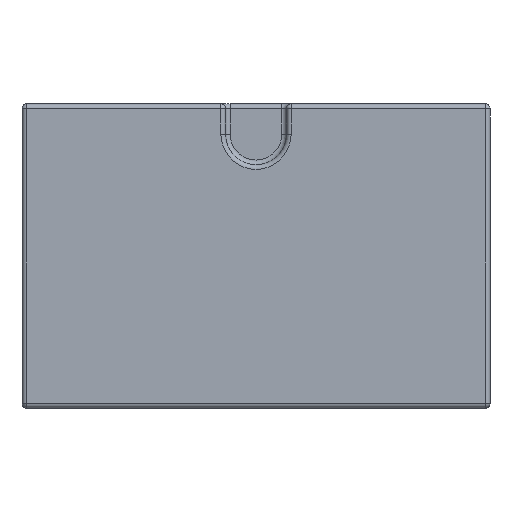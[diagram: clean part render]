
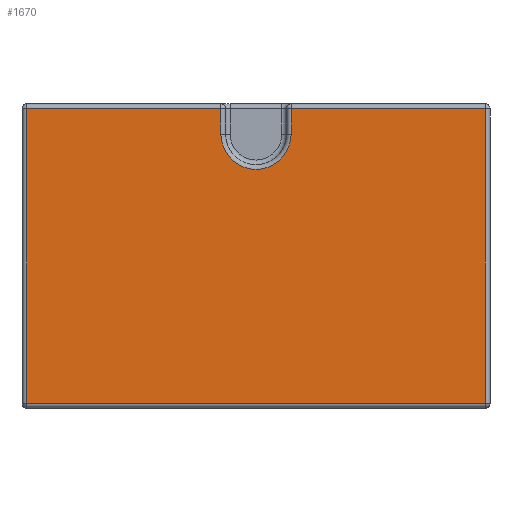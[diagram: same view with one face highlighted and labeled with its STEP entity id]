
A CAD part, top view. The second image highlights one B-rep face of the part: STEP entity #1670.
In plain terms, the highlighted planar face has unit normal (0, 0, 1).
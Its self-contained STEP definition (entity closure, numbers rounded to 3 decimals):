
#110 = CARTESIAN_POINT ( 'NONE',  ( -0.75, 2.6, 5.4 ) ) ;
#470 = EDGE_CURVE ( 'NONE', #16569, #14216, #9583, .T. ) ;
#487 = DIRECTION ( 'NONE',  ( 0., 1., 0. ) ) ;
#554 = DIRECTION ( 'NONE',  ( 0., -1., 0. ) ) ;
#732 = CARTESIAN_POINT ( 'NONE',  ( -4.9, -3.15, 5.4 ) ) ;
#1268 = DIRECTION ( 'NONE',  ( 0., 1., 0. ) ) ;
#1349 = CARTESIAN_POINT ( 'NONE',  ( 5., -3.15, 5.4 ) ) ;
#1380 = CARTESIAN_POINT ( 'NONE',  ( -0.75, 3.25, 5.4 ) ) ;
#1388 = ORIENTED_EDGE ( 'NONE', *, *, #13726, .T. ) ;
#1670 = ADVANCED_FACE ( 'NONE', ( #13437 ), #3506, .T. ) ;
#2604 = VECTOR ( 'NONE', #18015, 1000. ) ;
#3239 = LINE ( 'NONE', #8784, #10592 ) ;
#3506 = PLANE ( 'NONE',  #9420 ) ;
#4640 = LINE ( 'NONE', #6115, #6648 ) ;
#4730 = DIRECTION ( 'NONE',  ( 1., 0., 0. ) ) ;
#4912 = CARTESIAN_POINT ( 'NONE',  ( -4.9, 3.15, 5.4 ) ) ;
#4984 = DIRECTION ( 'NONE',  ( 0., 0., 1. ) ) ;
#5028 = ORIENTED_EDGE ( 'NONE', *, *, #17471, .T. ) ;
#5048 = CIRCLE ( 'NONE', #17469, 0.75 ) ;
#5125 = VECTOR ( 'NONE', #13256, 1000. ) ;
#5937 = CARTESIAN_POINT ( 'NONE',  ( -0.75, 3.15, 5.4 ) ) ;
#6115 = CARTESIAN_POINT ( 'NONE',  ( 4.9, 3.25, 5.4 ) ) ;
#6173 = EDGE_CURVE ( 'NONE', #11330, #14616, #5048, .T. ) ;
#6380 = ORIENTED_EDGE ( 'NONE', *, *, #17497, .T. ) ;
#6549 = ORIENTED_EDGE ( 'NONE', *, *, #9503, .T. ) ;
#6648 = VECTOR ( 'NONE', #487, 1000. ) ;
#6740 = VERTEX_POINT ( 'NONE', #7524 ) ;
#7524 = CARTESIAN_POINT ( 'NONE',  ( 0.75, 3.15, 5.4 ) ) ;
#7758 = LINE ( 'NONE', #7938, #2604 ) ;
#7919 = VERTEX_POINT ( 'NONE', #13872 ) ;
#7938 = CARTESIAN_POINT ( 'NONE',  ( 0.65, 3.15, 5.4 ) ) ;
#8313 = CARTESIAN_POINT ( 'NONE',  ( 0.75, 2.6, 5.4 ) ) ;
#8784 = CARTESIAN_POINT ( 'NONE',  ( -4.9, -3.25, 5.4 ) ) ;
#8989 = DIRECTION ( 'NONE',  ( 0., 0., -1. ) ) ;
#9420 = AXIS2_PLACEMENT_3D ( 'NONE', #17755, #4984, #17673 ) ;
#9503 = EDGE_CURVE ( 'NONE', #14216, #7919, #4640, .T. ) ;
#9535 = CARTESIAN_POINT ( 'NONE',  ( 0.75, 2.6, 5.4 ) ) ;
#9583 = LINE ( 'NONE', #1349, #13201 ) ;
#9764 = CARTESIAN_POINT ( 'NONE',  ( 4.9, -3.15, 5.4 ) ) ;
#10005 = ORIENTED_EDGE ( 'NONE', *, *, #470, .T. ) ;
#10592 = VECTOR ( 'NONE', #554, 1000. ) ;
#10918 = LINE ( 'NONE', #8313, #16105 ) ;
#10922 = ORIENTED_EDGE ( 'NONE', *, *, #13813, .T. ) ;
#11330 = VERTEX_POINT ( 'NONE', #9535 ) ;
#11540 = VERTEX_POINT ( 'NONE', #4912 ) ;
#12415 = LINE ( 'NONE', #1380, #16398 ) ;
#12677 = ORIENTED_EDGE ( 'NONE', *, *, #16005, .T. ) ;
#13201 = VECTOR ( 'NONE', #15265, 1000. ) ;
#13256 = DIRECTION ( 'NONE',  ( -1., 0., 0. ) ) ;
#13437 = FACE_OUTER_BOUND ( 'NONE', #17627, .T. ) ;
#13726 = EDGE_CURVE ( 'NONE', #11540, #16569, #3239, .T. ) ;
#13813 = EDGE_CURVE ( 'NONE', #7919, #6740, #7758, .T. ) ;
#13872 = CARTESIAN_POINT ( 'NONE',  ( 4.9, 3.15, 5.4 ) ) ;
#13995 = DIRECTION ( 'NONE',  ( 0., -1., 0. ) ) ;
#14021 = CARTESIAN_POINT ( 'NONE',  ( 0., 2.6, 5.4 ) ) ;
#14216 = VERTEX_POINT ( 'NONE', #9764 ) ;
#14616 = VERTEX_POINT ( 'NONE', #110 ) ;
#14819 = ORIENTED_EDGE ( 'NONE', *, *, #6173, .T. ) ;
#15179 = VERTEX_POINT ( 'NONE', #5937 ) ;
#15265 = DIRECTION ( 'NONE',  ( 1., 0., 0. ) ) ;
#16005 = EDGE_CURVE ( 'NONE', #15179, #11540, #17294, .T. ) ;
#16081 = CARTESIAN_POINT ( 'NONE',  ( -5., 3.15, 5.4 ) ) ;
#16105 = VECTOR ( 'NONE', #13995, 1000. ) ;
#16398 = VECTOR ( 'NONE', #1268, 1000. ) ;
#16569 = VERTEX_POINT ( 'NONE', #732 ) ;
#17294 = LINE ( 'NONE', #16081, #5125 ) ;
#17469 = AXIS2_PLACEMENT_3D ( 'NONE', #14021, #8989, #4730 ) ;
#17471 = EDGE_CURVE ( 'NONE', #6740, #11330, #10918, .T. ) ;
#17497 = EDGE_CURVE ( 'NONE', #14616, #15179, #12415, .T. ) ;
#17627 = EDGE_LOOP ( 'NONE', ( #6549, #10922, #5028, #14819, #6380, #12677, #1388, #10005 ) ) ;
#17673 = DIRECTION ( 'NONE',  ( 1., 0., 0. ) ) ;
#17755 = CARTESIAN_POINT ( 'NONE',  ( 0., 0., 5.4 ) ) ;
#18015 = DIRECTION ( 'NONE',  ( -1., 0., 0. ) ) ;
